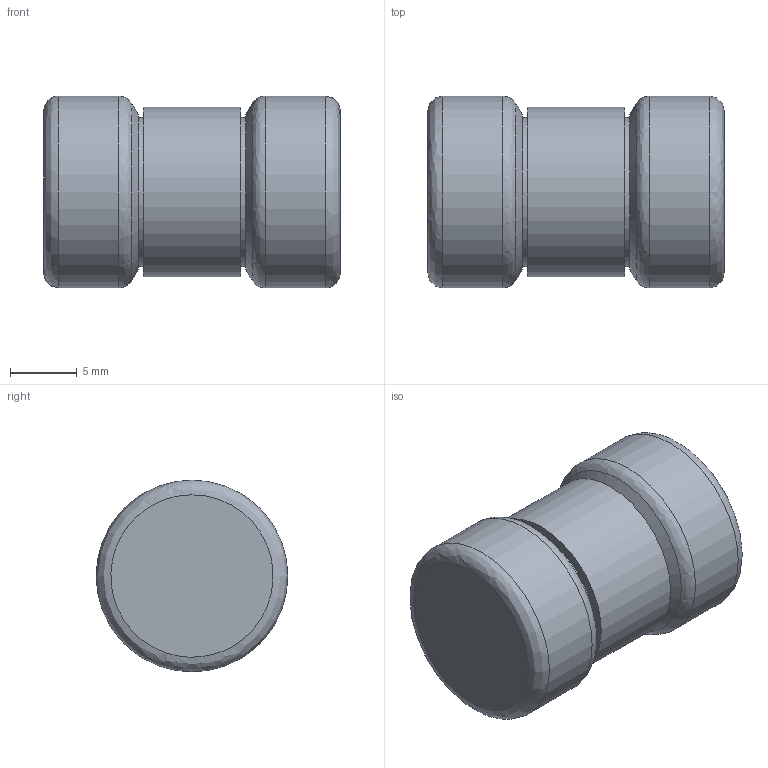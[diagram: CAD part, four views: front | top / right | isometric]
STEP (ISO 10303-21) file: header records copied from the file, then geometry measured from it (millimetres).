
FILE_DESCRIPTION (( 'STEP AP214' ), '1' );
FILE_NAME ('21290revC.STEP', '2017-04-24T19:26:56', ( '' ), ( '' ), 'SwSTEP 2.0', 'SolidWorks 2016', '' );
FILE_SCHEMA (( 'AUTOMOTIVE_DESIGN' ));
Length unit declared in the file: inch
Products named in the file (1): 21290revC
Bounding box: 22.23 x 14.38 x 14.38 mm (x, y, z)
Volume: 3410.1 mm3; surface area: 1816.4 mm2
Topology: 3 solids, 3 shells, 19 faces, 31 edges, 20 vertices
Faces by surface type: plane 8, cylinder 5, bspline 4, cone 2
Full cylindrical faces by diameter (mm): 11.176 x2, 12.7 x1, 14.376 x2
Entity records: 512 total; most frequent: CARTESIAN_POINT 172, DIRECTION 60, ORIENTED_EDGE 32, EDGE_LOOP 32, AXIS2_PLACEMENT_3D 30, FACE_OUTER_BOUND 28, ADVANCED_FACE 19, EDGE_CURVE 16
